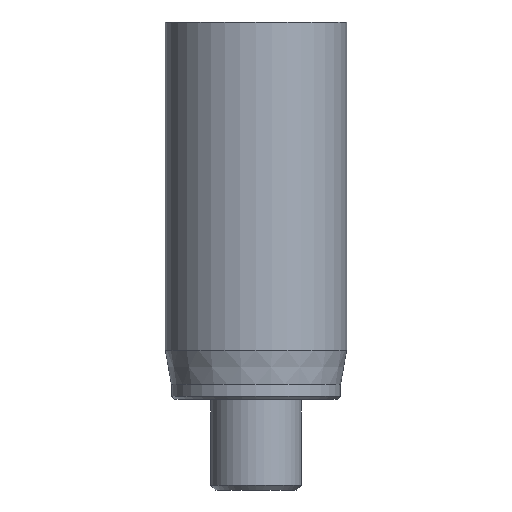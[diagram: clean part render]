
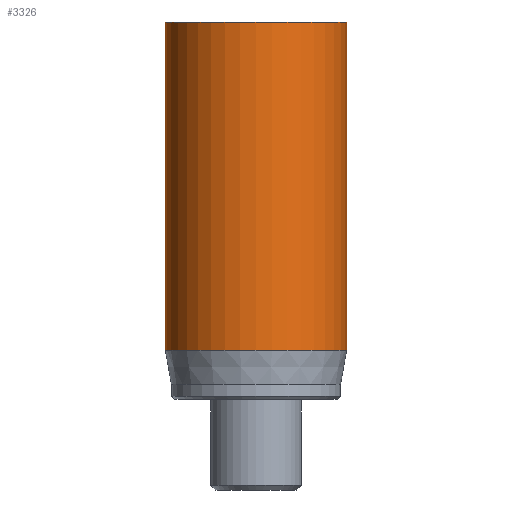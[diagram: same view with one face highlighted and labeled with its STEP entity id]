
A CAD part, front view. The second image highlights one B-rep face of the part: STEP entity #3326.
In plain terms, the highlighted cylindrical face has radius 6 mm (diameter 12 mm), a full revolution.
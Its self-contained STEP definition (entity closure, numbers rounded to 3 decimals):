
#40=CYLINDRICAL_SURFACE('',#3505,6.);
#58=CIRCLE('',#3476,6.);
#74=CIRCLE('',#3503,6.);
#75=CIRCLE('',#3504,6.);
#332=FACE_OUTER_BOUND('',#526,.T.);
#526=EDGE_LOOP('',(#2949,#2950,#2951,#2952,#2953));
#779=LINE('',#6220,#1036);
#1036=VECTOR('',#3944,6.);
#1536=VERTEX_POINT('',#6163);
#1552=VERTEX_POINT('',#6214);
#1553=VERTEX_POINT('',#6215);
#2000=EDGE_CURVE('',#1536,#1536,#58,.T.);
#2024=EDGE_CURVE('',#1552,#1553,#74,.T.);
#2025=EDGE_CURVE('',#1553,#1552,#75,.T.);
#2027=EDGE_CURVE('',#1536,#1552,#779,.T.);
#2949=ORIENTED_EDGE('',*,*,#2000,.T.);
#2950=ORIENTED_EDGE('',*,*,#2027,.T.);
#2951=ORIENTED_EDGE('',*,*,#2024,.T.);
#2952=ORIENTED_EDGE('',*,*,#2025,.T.);
#2953=ORIENTED_EDGE('',*,*,#2027,.F.);
#3326=ADVANCED_FACE('',(#332),#40,.T.);
#3476=AXIS2_PLACEMENT_3D('',#6164,#3875,#3876);
#3503=AXIS2_PLACEMENT_3D('',#6216,#3937,#3938);
#3504=AXIS2_PLACEMENT_3D('',#6217,#3939,#3940);
#3505=AXIS2_PLACEMENT_3D('',#6219,#3942,#3943);
#3875=DIRECTION('center_axis',(0.,0.,-1.));
#3876=DIRECTION('ref_axis',(-1.,0.,0.));
#3937=DIRECTION('center_axis',(0.,0.,1.));
#3938=DIRECTION('ref_axis',(-1.,0.,0.));
#3939=DIRECTION('center_axis',(0.,0.,1.));
#3940=DIRECTION('ref_axis',(-1.,0.,0.));
#3942=DIRECTION('center_axis',(0.,0.,1.));
#3943=DIRECTION('ref_axis',(-1.,0.,0.));
#3944=DIRECTION('',(0.,0.,-1.));
#6163=CARTESIAN_POINT('',(6.,0.,25.));
#6164=CARTESIAN_POINT('Origin',(0.,0.,25.));
#6214=CARTESIAN_POINT('',(6.,0.,3.269));
#6215=CARTESIAN_POINT('',(-6.,0.,3.269));
#6216=CARTESIAN_POINT('Origin',(0.,0.,3.269));
#6217=CARTESIAN_POINT('Origin',(0.,0.,3.269));
#6219=CARTESIAN_POINT('Origin',(0.,0.,0.));
#6220=CARTESIAN_POINT('',(6.,0.,0.));
